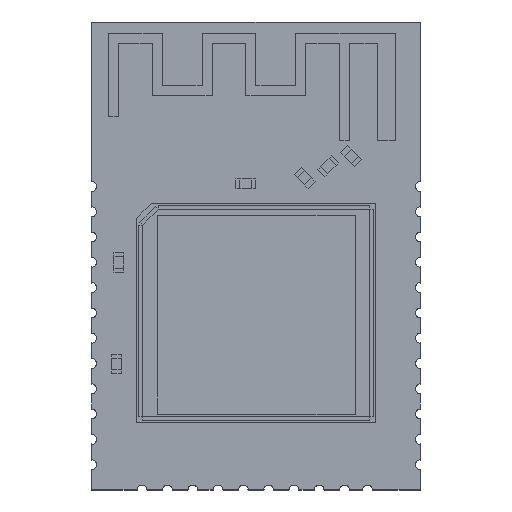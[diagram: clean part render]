
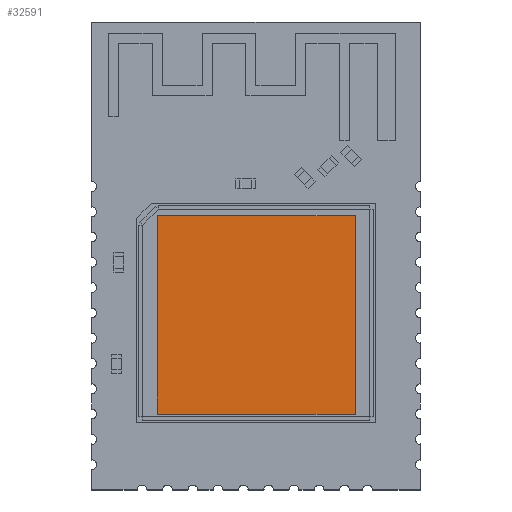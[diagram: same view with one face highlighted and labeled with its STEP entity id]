
A CAD part, top view. The second image highlights one B-rep face of the part: STEP entity #32591.
In plain terms, the highlighted planar face has unit normal (0, 0, 1).
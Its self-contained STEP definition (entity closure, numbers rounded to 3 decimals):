
#32462 = VERTEX_POINT('',#32463);
#32463 = CARTESIAN_POINT('',(-4.948,-7.94,
    2.433));
#32469 = EDGE_CURVE('',#32462,#32470,#32472,.T.);
#32470 = VERTEX_POINT('',#32471);
#32471 = CARTESIAN_POINT('',(-4.948,2.017,
    2.433));
#32472 = LINE('',#32473,#32474);
#32473 = CARTESIAN_POINT('',(-4.948,-7.94,
    2.433));
#32474 = VECTOR('',#32475,1.);
#32475 = DIRECTION('',(0.,1.,0.));
#32500 = EDGE_CURVE('',#32470,#32501,#32503,.T.);
#32501 = VERTEX_POINT('',#32502);
#32502 = CARTESIAN_POINT('',(4.983,2.017,
    2.433));
#32503 = LINE('',#32504,#32505);
#32504 = CARTESIAN_POINT('',(-4.948,2.017,
    2.433));
#32505 = VECTOR('',#32506,1.);
#32506 = DIRECTION('',(1.,0.,0.));
#32531 = EDGE_CURVE('',#32501,#32532,#32534,.T.);
#32532 = VERTEX_POINT('',#32533);
#32533 = CARTESIAN_POINT('',(4.983,-7.94,
    2.433));
#32534 = LINE('',#32535,#32536);
#32535 = CARTESIAN_POINT('',(4.983,2.017,
    2.433));
#32536 = VECTOR('',#32537,1.);
#32537 = DIRECTION('',(0.,-1.,0.));
#32562 = EDGE_CURVE('',#32532,#32462,#32563,.T.);
#32563 = LINE('',#32564,#32565);
#32564 = CARTESIAN_POINT('',(4.983,-7.94,
    2.433));
#32565 = VECTOR('',#32566,1.);
#32566 = DIRECTION('',(-1.,0.,0.));
#32591 = ADVANCED_FACE('',(#32592),#32598,.T.);
#32592 = FACE_BOUND('',#32593,.F.);
#32593 = EDGE_LOOP('',(#32594,#32595,#32596,#32597));
#32594 = ORIENTED_EDGE('',*,*,#32469,.T.);
#32595 = ORIENTED_EDGE('',*,*,#32500,.T.);
#32596 = ORIENTED_EDGE('',*,*,#32531,.T.);
#32597 = ORIENTED_EDGE('',*,*,#32562,.T.);
#32598 = PLANE('',#32599);
#32599 = AXIS2_PLACEMENT_3D('',#32600,#32601,#32602);
#32600 = CARTESIAN_POINT('',(-4.948,-7.94,
    2.433));
#32601 = DIRECTION('',(0.,0.,1.));
#32602 = DIRECTION('',(1.,0.,0.));
